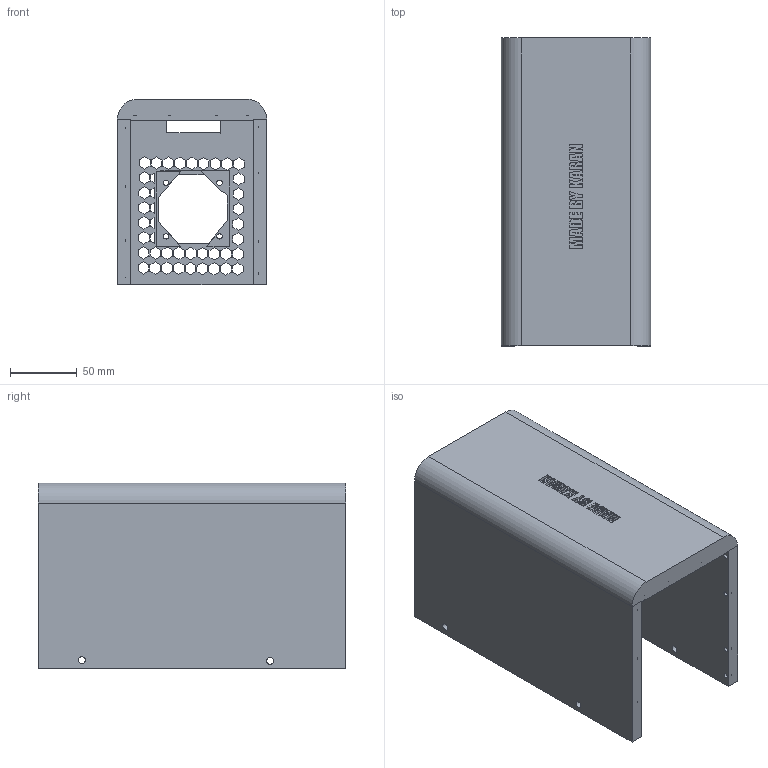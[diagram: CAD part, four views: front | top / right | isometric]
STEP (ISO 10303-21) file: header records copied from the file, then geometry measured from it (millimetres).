
FILE_DESCRIPTION(/* description */ (''),/* implementation_level */ '2;1');
FILE_NAME(/* name */ 'bottom_body.step',/* time_stamp */ '2025-08-08T14:30:15+05:30',/* author */ (''),/* organization */ (''),/* preprocessor_version */ 'ST-DEVELOPER v20.1',/* originating_system */ 'Autodesk Translation Framework v14.10.0.0',/* authorisation */ '');
FILE_SCHEMA (('AUTOMOTIVE_DESIGN { 1 0 10303 214 3 1 1 }'));
Length unit declared in the file: millimetre
Products named in the file (1): 2025-08-08-14-30-15-241
Bounding box: 111.66 x 230.13 x 138.94 mm (x, y, z)
Volume: 985389.1 mm3; surface area: 200078.4 mm2
Topology: 1 solids, 3 shells, 556 faces, 1576 edges, 1055 vertices
Faces by surface type: plane 471, bspline 56, cylinder 29
Full cylindrical faces by diameter (mm): 3.5 x14, 4 x4, 5.2 x4
Entity records: 18530 total; most frequent: CARTESIAN_POINT 4158, ORIENTED_EDGE 3152, DIRECTION 2519, EDGE_CURVE 1576, LINE 1407, VECTOR 1407, VERTEX_POINT 1055, EDGE_LOOP 689
